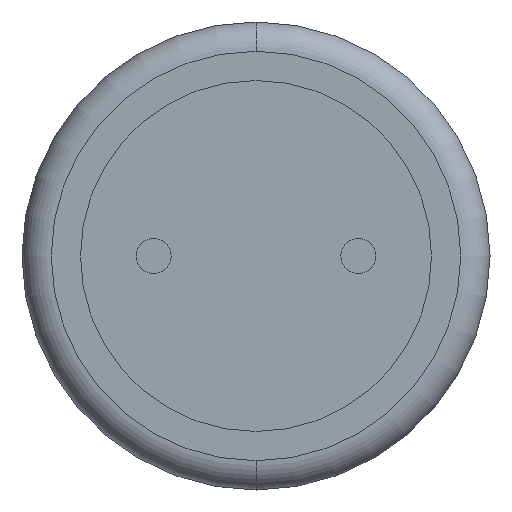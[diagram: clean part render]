
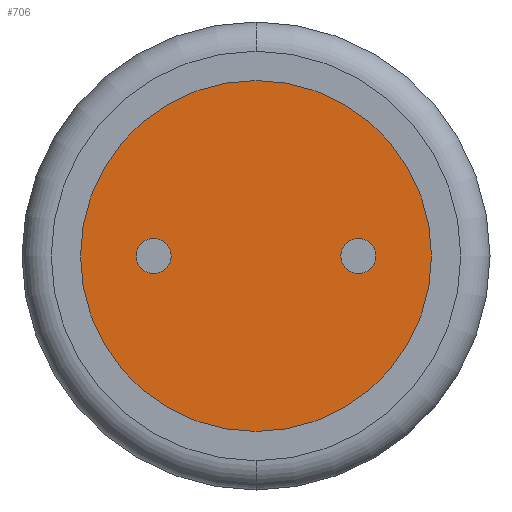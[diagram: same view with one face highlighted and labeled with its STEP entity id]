
A CAD part, front view. The second image highlights one B-rep face of the part: STEP entity #706.
In plain terms, the highlighted planar face has unit normal (0, -1, 0).
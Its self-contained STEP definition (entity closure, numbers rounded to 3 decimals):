
#17 = DIRECTION ( 'NONE',  ( 0., 0., -1. ) ) ;
#48 = PLANE ( 'NONE',  #549 ) ;
#57 = EDGE_CURVE ( 'NONE', #689, #450, #136, .T. ) ;
#66 = VERTEX_POINT ( 'NONE', #536 ) ;
#75 = CIRCLE ( 'NONE', #249, 0.3 ) ;
#81 = VERTEX_POINT ( 'NONE', #543 ) ;
#98 = EDGE_LOOP ( 'NONE', ( #491, #831 ) ) ;
#106 = AXIS2_PLACEMENT_3D ( 'NONE', #146, #150, #226 ) ;
#129 = EDGE_LOOP ( 'NONE', ( #729, #444 ) ) ;
#130 = CARTESIAN_POINT ( 'NONE',  ( -1.75, 0.25, 0.3 ) ) ;
#136 = CIRCLE ( 'NONE', #407, 0.3 ) ;
#146 = CARTESIAN_POINT ( 'NONE',  ( 1.75, 0.25, 0. ) ) ;
#150 = DIRECTION ( 'NONE',  ( 0., -1., 0. ) ) ;
#164 = DIRECTION ( 'NONE',  ( 0., 0., -1. ) ) ;
#178 = VERTEX_POINT ( 'NONE', #636 ) ;
#187 = AXIS2_PLACEMENT_3D ( 'NONE', #455, #688, #264 ) ;
#226 = DIRECTION ( 'NONE',  ( 0., 0., -1. ) ) ;
#249 = AXIS2_PLACEMENT_3D ( 'NONE', #817, #677, #17 ) ;
#252 = EDGE_CURVE ( 'NONE', #81, #178, #625, .T. ) ;
#264 = DIRECTION ( 'NONE',  ( 0., 0., -1. ) ) ;
#266 = DIRECTION ( 'NONE',  ( 0., 0., -1. ) ) ;
#295 = DIRECTION ( 'NONE',  ( 0., -1., 0. ) ) ;
#301 = EDGE_CURVE ( 'NONE', #66, #696, #468, .T. ) ;
#407 = AXIS2_PLACEMENT_3D ( 'NONE', #911, #411, #266 ) ;
#408 = AXIS2_PLACEMENT_3D ( 'NONE', #592, #295, #164 ) ;
#411 = DIRECTION ( 'NONE',  ( 0., -1., 0. ) ) ;
#444 = ORIENTED_EDGE ( 'NONE', *, *, #474, .T. ) ;
#450 = VERTEX_POINT ( 'NONE', #638 ) ;
#455 = CARTESIAN_POINT ( 'NONE',  ( 1.75, 0.25, 0. ) ) ;
#456 = ORIENTED_EDGE ( 'NONE', *, *, #675, .F. ) ;
#464 = EDGE_CURVE ( 'NONE', #696, #66, #838, .T. ) ;
#468 = CIRCLE ( 'NONE', #187, 0.3 ) ;
#474 = EDGE_CURVE ( 'NONE', #178, #81, #485, .T. ) ;
#485 = CIRCLE ( 'NONE', #852, 3. ) ;
#491 = ORIENTED_EDGE ( 'NONE', *, *, #464, .F. ) ;
#508 = CARTESIAN_POINT ( 'NONE',  ( 0., 0.25, 0. ) ) ;
#536 = CARTESIAN_POINT ( 'NONE',  ( 1.75, 0.25, -0.3 ) ) ;
#543 = CARTESIAN_POINT ( 'NONE',  ( 0., 0.25, -3. ) ) ;
#546 = CARTESIAN_POINT ( 'NONE',  ( 1.75, 0.25, 0.3 ) ) ;
#549 = AXIS2_PLACEMENT_3D ( 'NONE', #781, #632, #617 ) ;
#573 = ORIENTED_EDGE ( 'NONE', *, *, #57, .F. ) ;
#592 = CARTESIAN_POINT ( 'NONE',  ( 0., 0.25, 0. ) ) ;
#617 = DIRECTION ( 'NONE',  ( 0., 0., -1. ) ) ;
#625 = CIRCLE ( 'NONE', #408, 3. ) ;
#632 = DIRECTION ( 'NONE',  ( 0., -1., 0. ) ) ;
#636 = CARTESIAN_POINT ( 'NONE',  ( 0., 0.25, 3. ) ) ;
#638 = CARTESIAN_POINT ( 'NONE',  ( -1.75, 0.25, -0.3 ) ) ;
#675 = EDGE_CURVE ( 'NONE', #450, #689, #75, .T. ) ;
#677 = DIRECTION ( 'NONE',  ( 0., -1., 0. ) ) ;
#688 = DIRECTION ( 'NONE',  ( 0., -1., 0. ) ) ;
#689 = VERTEX_POINT ( 'NONE', #130 ) ;
#696 = VERTEX_POINT ( 'NONE', #546 ) ;
#706 = ADVANCED_FACE ( 'NONE', ( #845, #716, #851 ), #48, .T. ) ;
#713 = DIRECTION ( 'NONE',  ( 0., -1., 0. ) ) ;
#716 = FACE_OUTER_BOUND ( 'NONE', #129, .T. ) ;
#729 = ORIENTED_EDGE ( 'NONE', *, *, #252, .T. ) ;
#739 = DIRECTION ( 'NONE',  ( 0., 0., -1. ) ) ;
#781 = CARTESIAN_POINT ( 'NONE',  ( 0., 0.25, 0. ) ) ;
#817 = CARTESIAN_POINT ( 'NONE',  ( -1.75, 0.25, 0. ) ) ;
#831 = ORIENTED_EDGE ( 'NONE', *, *, #301, .F. ) ;
#838 = CIRCLE ( 'NONE', #106, 0.3 ) ;
#845 = FACE_BOUND ( 'NONE', #883, .T. ) ;
#851 = FACE_BOUND ( 'NONE', #98, .T. ) ;
#852 = AXIS2_PLACEMENT_3D ( 'NONE', #508, #713, #739 ) ;
#883 = EDGE_LOOP ( 'NONE', ( #573, #456 ) ) ;
#911 = CARTESIAN_POINT ( 'NONE',  ( -1.75, 0.25, 0. ) ) ;
